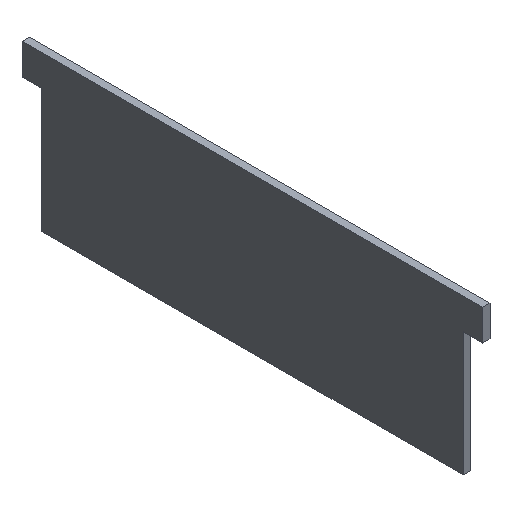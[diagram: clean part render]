
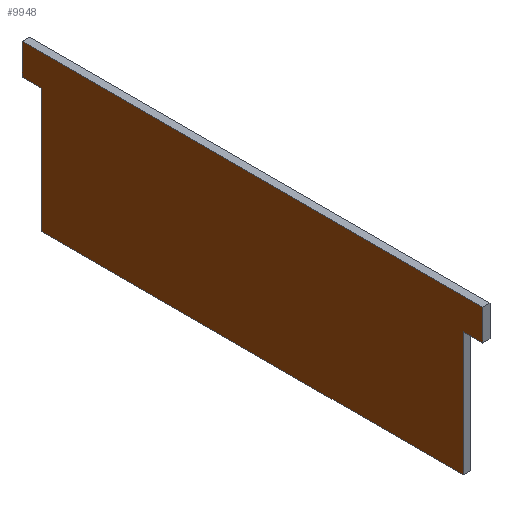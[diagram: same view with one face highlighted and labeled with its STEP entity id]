
A CAD part, isometric view. The second image highlights one B-rep face of the part: STEP entity #9948.
In plain terms, the highlighted planar face has unit normal (-1, 0, 0).
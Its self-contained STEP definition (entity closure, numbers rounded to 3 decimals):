
#1406=FACE_OUTER_BOUND('',#1987,.T.);
#1987=EDGE_LOOP('',(#9143,#9144,#9145,#9146,#9147,#9148,#9149,#9150));
#2887=LINE('',#17237,#3801);
#2889=LINE('',#17241,#3803);
#2891=LINE('',#17245,#3805);
#2893=LINE('',#17249,#3807);
#2895=LINE('',#17253,#3809);
#2897=LINE('',#17257,#3811);
#2899=LINE('',#17261,#3813);
#2901=LINE('',#17264,#3815);
#3801=VECTOR('',#11638,10.);
#3803=VECTOR('',#11642,10.);
#3805=VECTOR('',#11646,10.);
#3807=VECTOR('',#11650,10.);
#3809=VECTOR('',#11654,10.);
#3811=VECTOR('',#11658,10.);
#3813=VECTOR('',#11662,10.);
#3815=VECTOR('',#11666,10.);
#4778=VERTEX_POINT('',#17234);
#4779=VERTEX_POINT('',#17236);
#4780=VERTEX_POINT('',#17240);
#4781=VERTEX_POINT('',#17244);
#4782=VERTEX_POINT('',#17248);
#4783=VERTEX_POINT('',#17252);
#4784=VERTEX_POINT('',#17256);
#4785=VERTEX_POINT('',#17260);
#6226=EDGE_CURVE('',#4779,#4778,#2887,.T.);
#6228=EDGE_CURVE('',#4780,#4779,#2889,.T.);
#6230=EDGE_CURVE('',#4781,#4780,#2891,.T.);
#6232=EDGE_CURVE('',#4782,#4781,#2893,.T.);
#6234=EDGE_CURVE('',#4783,#4782,#2895,.T.);
#6236=EDGE_CURVE('',#4784,#4783,#2897,.T.);
#6238=EDGE_CURVE('',#4785,#4784,#2899,.T.);
#6240=EDGE_CURVE('',#4778,#4785,#2901,.T.);
#9143=ORIENTED_EDGE('',*,*,#6240,.T.);
#9144=ORIENTED_EDGE('',*,*,#6238,.T.);
#9145=ORIENTED_EDGE('',*,*,#6236,.T.);
#9146=ORIENTED_EDGE('',*,*,#6234,.T.);
#9147=ORIENTED_EDGE('',*,*,#6232,.T.);
#9148=ORIENTED_EDGE('',*,*,#6230,.T.);
#9149=ORIENTED_EDGE('',*,*,#6228,.T.);
#9150=ORIENTED_EDGE('',*,*,#6226,.T.);
#9414=PLANE('',#10226);
#9948=ADVANCED_FACE('',(#1406),#9414,.T.);
#10226=AXIS2_PLACEMENT_3D('',#17266,#11669,#11670);
#11638=DIRECTION('',(0.,-1.,0.));
#11642=DIRECTION('',(0.,0.,-1.));
#11646=DIRECTION('',(0.,-1.,0.));
#11650=DIRECTION('',(0.,0.,-1.));
#11654=DIRECTION('',(0.,1.,0.));
#11658=DIRECTION('',(0.,0.,1.));
#11662=DIRECTION('',(0.,-1.,0.));
#11666=DIRECTION('',(0.,0.,1.));
#11669=DIRECTION('center_axis',(-1.,0.,0.));
#11670=DIRECTION('ref_axis',(0.,0.,1.));
#17234=CARTESIAN_POINT('',(-1.9,-54.5,0.));
#17236=CARTESIAN_POINT('',(-1.9,54.5,0.));
#17237=CARTESIAN_POINT('',(-1.9,54.5,0.));
#17240=CARTESIAN_POINT('',(-1.9,54.5,32.));
#17241=CARTESIAN_POINT('',(-1.9,54.5,32.));
#17244=CARTESIAN_POINT('',(-1.9,59.5,32.));
#17245=CARTESIAN_POINT('',(-1.9,59.5,32.));
#17248=CARTESIAN_POINT('',(-1.9,59.5,40.));
#17249=CARTESIAN_POINT('',(-1.9,59.5,40.));
#17252=CARTESIAN_POINT('',(-1.9,-59.5,40.));
#17253=CARTESIAN_POINT('',(-1.9,-59.5,40.));
#17256=CARTESIAN_POINT('',(-1.9,-59.5,32.));
#17257=CARTESIAN_POINT('',(-1.9,-59.5,32.));
#17260=CARTESIAN_POINT('',(-1.9,-54.5,32.));
#17261=CARTESIAN_POINT('',(-1.9,-54.5,32.));
#17264=CARTESIAN_POINT('',(-1.9,-54.5,0.));
#17266=CARTESIAN_POINT('Origin',(-1.9,0.,20.));
